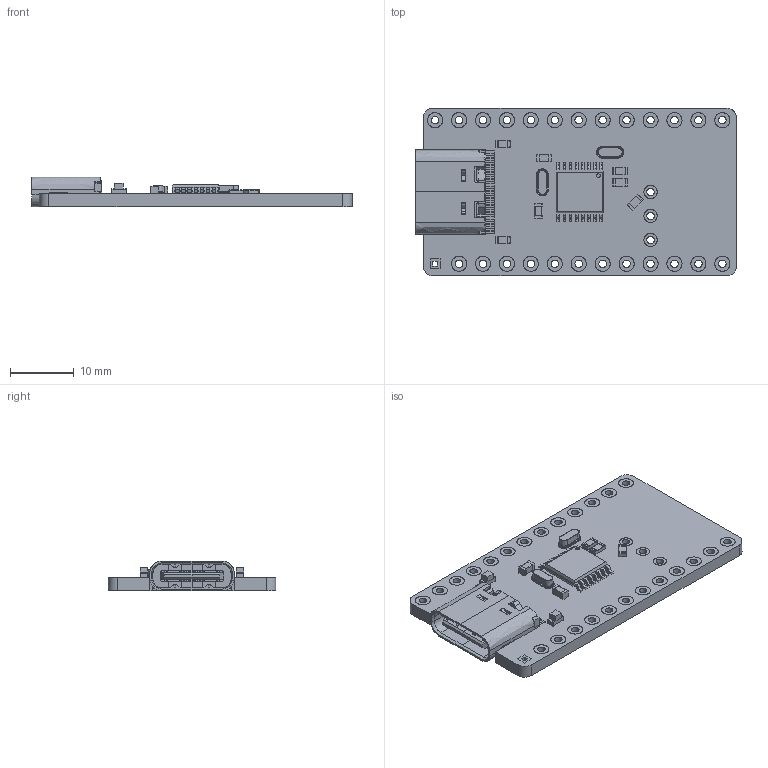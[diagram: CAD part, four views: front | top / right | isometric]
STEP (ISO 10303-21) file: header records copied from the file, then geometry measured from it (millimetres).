
FILE_DESCRIPTION(('FreeCAD Model'),'2;1');
FILE_NAME('Open CASCADE Shape Model','2025-05-05T05:06:25',('FreeCAD'),( 'FreeCAD'),'Open CASCADE STEP processor 7.6','FreeCAD','Unknown');
FILE_SCHEMA(('AUTOMOTIVE_DESIGN { 1 0 10303 214 1 1 1 1 }'));
Products named in the file (1): Open CASCADE STEP translator 7.6 1
Bounding box: 50.33 x 26.35 x 4.68 mm (x, y, z)
Volume: 2828.2 mm3; surface area: 5210.9 mm2
Topology: 112 solids, 112 shells, 1412 faces, 3325 edges, 2144 vertices
Faces by surface type: bspline 1412
Entity records: 38994 total; most frequent: CARTESIAN_POINT 18575, ORIENTED_EDGE 6650, EDGE_CURVE 3325, B_SPLINE_CURVE_WITH_KNOTS 2527, VERTEX_POINT 2144, FACE_BOUND 1555, EDGE_LOOP 1555, ADVANCED_FACE 1412
